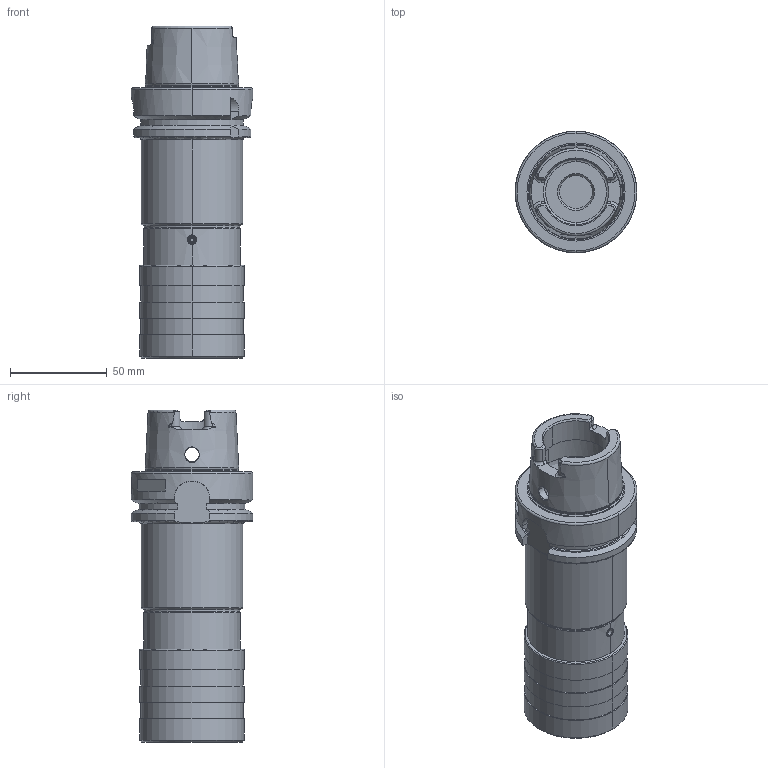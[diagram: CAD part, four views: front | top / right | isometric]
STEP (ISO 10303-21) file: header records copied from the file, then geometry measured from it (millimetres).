
FILE_DESCRIPTION((''),'2;1');
FILE_NAME('A63_16_20','2020-07-29T',('103090'),(''),'CREO PARAMETRIC BY PTC INC, 2016260','CREO PARAMETRIC BY PTC INC, 2016260','');
FILE_SCHEMA(('CONFIG_CONTROL_DESIGN'));
Length unit declared in the file: millimetre
Products named in the file (1): A63_16_20
Bounding box: 63 x 63 x 172 mm (x, y, z)
Volume: 292774.5 mm3; surface area: 65144.7 mm2
Topology: 1 solids, 1 shells, 262 faces, 646 edges, 398 vertices
Faces by surface type: plane 88, cylinder 77, cone 50, torus 41, sphere 6
Entity records: 8663 total; most frequent: CARTESIAN_POINT 2477, DIRECTION 1319, ORIENTED_EDGE 1276, EDGE_CURVE 638, AXIS2_PLACEMENT_3D 544, VERTEX_POINT 398, EDGE_LOOP 286, CIRCLE 279
